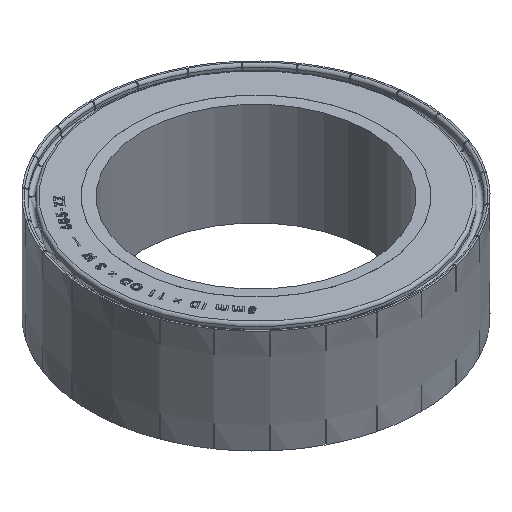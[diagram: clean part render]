
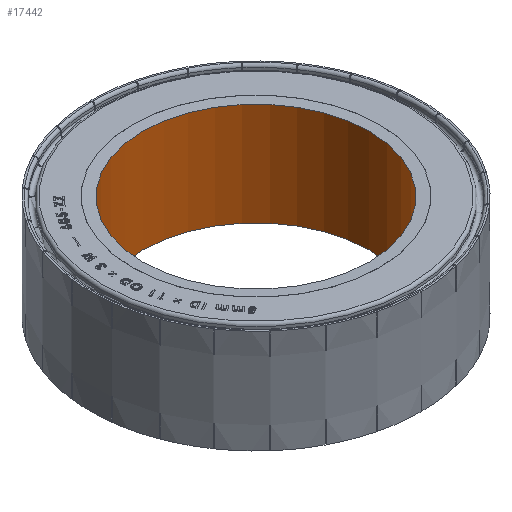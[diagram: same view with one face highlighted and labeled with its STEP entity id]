
A CAD part, isometric view. The second image highlights one B-rep face of the part: STEP entity #17442.
In plain terms, the highlighted cylindrical face has radius 3.25 mm (diameter 6.5 mm), a full revolution.
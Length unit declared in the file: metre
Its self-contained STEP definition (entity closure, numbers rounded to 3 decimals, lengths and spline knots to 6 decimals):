
#608=CYLINDRICAL_SURFACE('',#24318,0.00325);
#8135=ORIENTED_EDGE('',*,*,#10845,.T.);
#8136=ORIENTED_EDGE('',*,*,#10794,.F.);
#10794=EDGE_CURVE('',#12494,#12494,#13339,.T.);
#10845=EDGE_CURVE('',#12529,#12529,#13353,.T.);
#12494=VERTEX_POINT('',#38576);
#12529=VERTEX_POINT('',#39408);
#13339=CIRCLE('',#24295,0.00325);
#13353=CIRCLE('',#24317,0.00325);
#14247=EDGE_LOOP('',(#8135));
#14248=EDGE_LOOP('',(#8136));
#15181=FACE_BOUND('',#14247,.T.);
#15182=FACE_BOUND('',#14248,.T.);
#17442=ADVANCED_FACE('',(#15181,#15182),#608,.F.);
#24295=AXIS2_PLACEMENT_3D('',#38575,#28908,#28909);
#24317=AXIS2_PLACEMENT_3D('',#39407,#28952,#28953);
#24318=AXIS2_PLACEMENT_3D('',#39409,#28954,#28955);
#28908=DIRECTION('',(0.,0.,1.));
#28909=DIRECTION('',(0.,-1.,0.));
#28952=DIRECTION('',(0.,0.,1.));
#28953=DIRECTION('',(0.,-1.,0.));
#28954=DIRECTION('',(0.,0.,1.));
#28955=DIRECTION('',(0.,-1.,0.));
#38575=CARTESIAN_POINT('',(0.,0.,-0.001476));
#38576=CARTESIAN_POINT('',(0.,-0.00325,-0.001476));
#39407=CARTESIAN_POINT('',(0.,0.,0.001476));
#39408=CARTESIAN_POINT('',(0.,-0.00325,0.001476));
#39409=CARTESIAN_POINT('',(0.,0.,0.00889));
